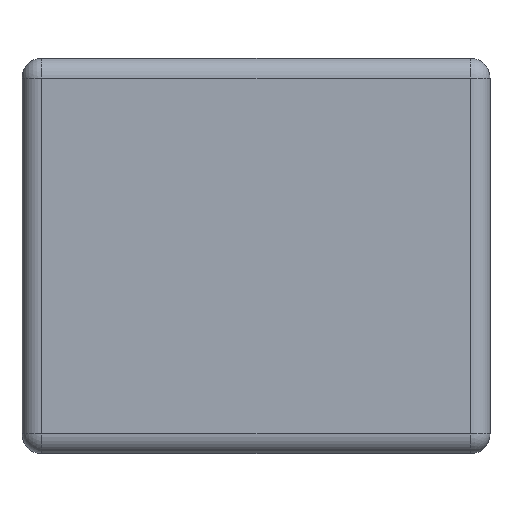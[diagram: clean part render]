
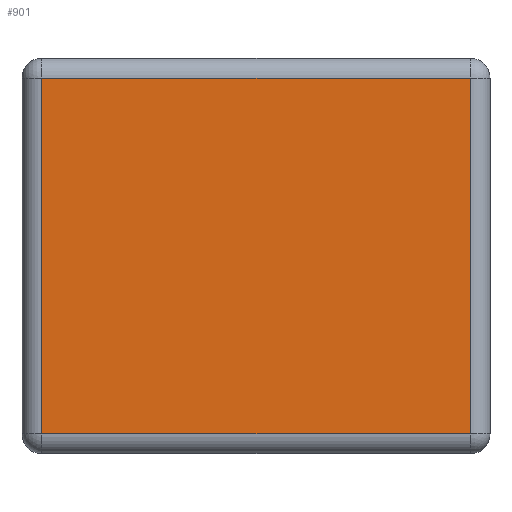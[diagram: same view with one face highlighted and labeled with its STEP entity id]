
A CAD part, left-side view. The second image highlights one B-rep face of the part: STEP entity #901.
In plain terms, the highlighted planar face has unit normal (-1, 0, 0).
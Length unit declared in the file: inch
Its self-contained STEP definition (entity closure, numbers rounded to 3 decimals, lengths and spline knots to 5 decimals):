
#61 = AXIS2_PLACEMENT_3D ( 'NONE', #1046, #698, #302 ) ;
#100 = DIRECTION ( 'NONE',  ( 0., -1., 0. ) ) ;
#122 = DIRECTION ( 'NONE',  ( 0., 0., 1. ) ) ;
#132 = VERTEX_POINT ( 'NONE', #1416 ) ;
#133 = CARTESIAN_POINT ( 'NONE',  ( -0.0625, -0.0325, -0.03 ) ) ;
#149 = LINE ( 'NONE', #1587, #700 ) ;
#169 = DIRECTION ( 'NONE',  ( 0., 0., -1. ) ) ;
#231 = LINE ( 'NONE', #814, #589 ) ;
#299 = EDGE_CURVE ( 'NONE', #132, #604, #990, .T. ) ;
#302 = DIRECTION ( 'NONE',  ( 0., 0., -1. ) ) ;
#361 = EDGE_CURVE ( 'NONE', #641, #132, #231, .T. ) ;
#584 = ORIENTED_EDGE ( 'NONE', *, *, #361, .T. ) ;
#589 = VECTOR ( 'NONE', #1207, 39.37008 ) ;
#604 = VERTEX_POINT ( 'NONE', #883 ) ;
#621 = VERTEX_POINT ( 'NONE', #1393 ) ;
#641 = VERTEX_POINT ( 'NONE', #1619 ) ;
#649 = EDGE_LOOP ( 'NONE', ( #895, #840, #1213, #584 ) ) ;
#698 = DIRECTION ( 'NONE',  ( 1., 0., 0. ) ) ;
#700 = VECTOR ( 'NONE', #100, 39.37008 ) ;
#814 = CARTESIAN_POINT ( 'NONE',  ( -0.0625, 0.0355, 0.027 ) ) ;
#840 = ORIENTED_EDGE ( 'NONE', *, *, #1019, .T. ) ;
#883 = CARTESIAN_POINT ( 'NONE',  ( -0.0625, 0.0325, -0.027 ) ) ;
#895 = ORIENTED_EDGE ( 'NONE', *, *, #299, .T. ) ;
#901 = ADVANCED_FACE ( 'NONE', ( #1551 ), #1321, .F. ) ;
#990 = LINE ( 'NONE', #1428, #1133 ) ;
#1019 = EDGE_CURVE ( 'NONE', #604, #621, #149, .T. ) ;
#1046 = CARTESIAN_POINT ( 'NONE',  ( -0.0625, 0.0355, -0.03 ) ) ;
#1133 = VECTOR ( 'NONE', #169, 39.37008 ) ;
#1207 = DIRECTION ( 'NONE',  ( 0., 1., 0. ) ) ;
#1213 = ORIENTED_EDGE ( 'NONE', *, *, #1464, .T. ) ;
#1321 = PLANE ( 'NONE',  #61 ) ;
#1343 = LINE ( 'NONE', #133, #1609 ) ;
#1393 = CARTESIAN_POINT ( 'NONE',  ( -0.0625, -0.0325, -0.027 ) ) ;
#1416 = CARTESIAN_POINT ( 'NONE',  ( -0.0625, 0.0325, 0.027 ) ) ;
#1428 = CARTESIAN_POINT ( 'NONE',  ( -0.0625, 0.0325, -0.03 ) ) ;
#1464 = EDGE_CURVE ( 'NONE', #621, #641, #1343, .T. ) ;
#1551 = FACE_OUTER_BOUND ( 'NONE', #649, .T. ) ;
#1587 = CARTESIAN_POINT ( 'NONE',  ( -0.0625, 0.0355, -0.027 ) ) ;
#1609 = VECTOR ( 'NONE', #122, 39.37008 ) ;
#1619 = CARTESIAN_POINT ( 'NONE',  ( -0.0625, -0.0325, 0.027 ) ) ;
